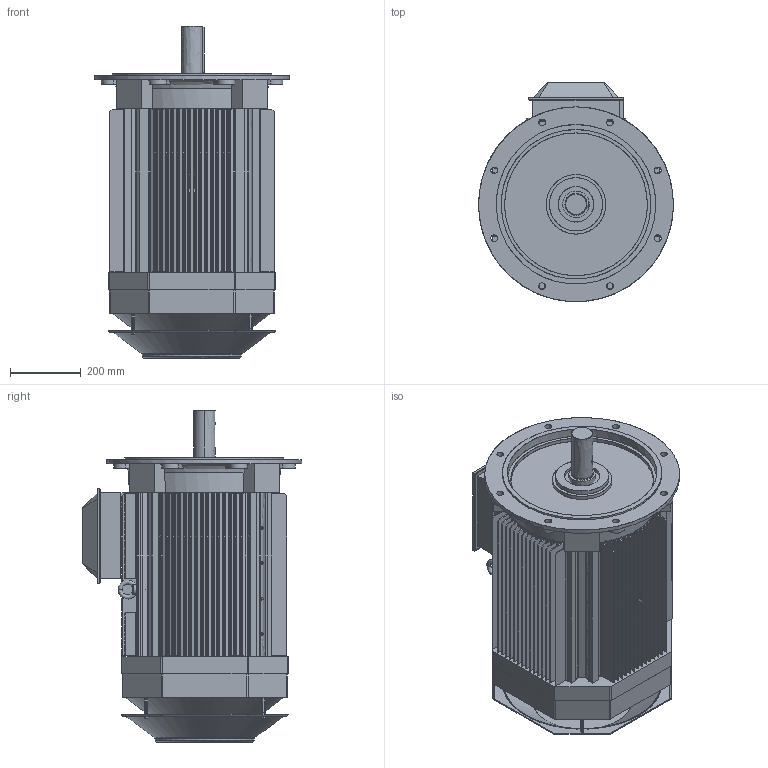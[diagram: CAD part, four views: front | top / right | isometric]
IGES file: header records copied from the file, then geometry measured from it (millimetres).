
Global section: file name: SCREW_M6X12kjkkjkghb_new.igs; preprocessor: I-DEAS 3D IGES Translator 16; date: 20150714.103544; units: millimetre
Bounding box: 549.88 x 619.26 x 937 mm (x, y, z)
Surface area: 5438485.9 mm2 (no closed solid volume)
Topology: 0 solids, 0 shells, 1368 faces, 12328 edges, 15155 vertices
Faces by surface type: bspline 1368
